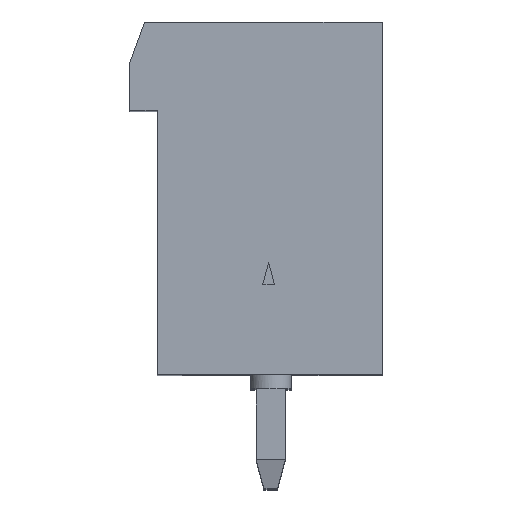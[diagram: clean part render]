
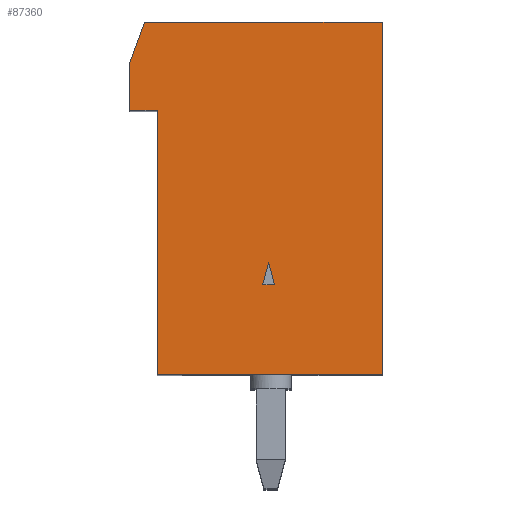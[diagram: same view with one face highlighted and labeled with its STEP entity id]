
A CAD part, top view. The second image highlights one B-rep face of the part: STEP entity #87360.
In plain terms, the highlighted planar face has unit normal (0, 0, 1).
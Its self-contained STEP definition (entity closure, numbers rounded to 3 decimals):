
#39740=CARTESIAN_POINT('',(0.,46.373,3.54));
#39750=DIRECTION('',(-1.,0.,0.));
#39760=VECTOR('',#39750,1.);
#39770=LINE('',#39740,#39760);
#39780=CARTESIAN_POINT('',(47.253,46.373,3.54));
#39790=VERTEX_POINT('',#39780);
#39800=CARTESIAN_POINT('',(45.627,46.373,3.54));
#39810=VERTEX_POINT('',#39800);
#39820=EDGE_CURVE('',#39790,#39810,#39770,.T.);
#40210=CARTESIAN_POINT('',(45.627,0.,3.54));
#40220=DIRECTION('',(0.,-1.,0.));
#40230=VECTOR('',#40220,1.);
#40240=LINE('',#40210,#40230);
#40250=CARTESIAN_POINT('',(45.627,45.443,3.54));
#40260=VERTEX_POINT('',#40250);
#40270=EDGE_CURVE('',#39810,#40260,#40240,.T.);
#41280=CARTESIAN_POINT('',(48.627,0.,3.54));
#41290=DIRECTION('',(0.,1.,0.));
#41300=VECTOR('',#41290,1.);
#41310=LINE('',#41280,#41300);
#41320=CARTESIAN_POINT('',(48.627,37.773,3.54));
#41330=VERTEX_POINT('',#41320);
#41340=CARTESIAN_POINT('',(48.627,45.873,3.54));
#41350=VERTEX_POINT('',#41340);
#41360=EDGE_CURVE('',#41330,#41350,#41310,.T.);
#43890=CARTESIAN_POINT('',(0.,63.571,3.54));
#43900=DIRECTION('',(-0.94,0.342,0.));
#43910=VECTOR('',#43900,1.);
#43920=LINE('',#43890,#43910);
#43930=EDGE_CURVE('',#41350,#39790,#43920,.T.);
#69070=CARTESIAN_POINT('',(36.627,37.773,3.54));
#69080=VERTEX_POINT('',#69070);
#69110=CARTESIAN_POINT('',(0.,37.773,3.54));
#69120=DIRECTION('',(1.,0.,0.));
#69130=VECTOR('',#69120,1.);
#69140=LINE('',#69110,#69130);
#69150=EDGE_CURVE('',#69080,#41330,#69140,.T.);
#85170=CARTESIAN_POINT('',(36.627,45.443,3.54));
#85180=VERTEX_POINT('',#85170);
#85210=CARTESIAN_POINT('',(36.627,0.,3.54));
#85220=DIRECTION('',(0.,-1.,0.));
#85230=VECTOR('',#85220,1.);
#85240=LINE('',#85210,#85230);
#85250=EDGE_CURVE('',#85180,#69080,#85240,.T.);
#86910=CARTESIAN_POINT('',(42.394,39.31,3.54));
#86920=DIRECTION('',(0.,0.,1.));
#86930=DIRECTION('',(1.,0.,0.));
#86940=AXIS2_PLACEMENT_3D('',#86910,#86920,#86930);
#86950=PLANE('',#86940);
#86960=ORIENTED_EDGE('',*,*,#40270,.T.);
#86970=ORIENTED_EDGE('',*,*,#39820,.T.);
#86980=ORIENTED_EDGE('',*,*,#43930,.T.);
#86990=ORIENTED_EDGE('',*,*,#41360,.T.);
#87000=ORIENTED_EDGE('',*,*,#69150,.T.);
#87010=ORIENTED_EDGE('',*,*,#85250,.T.);
#87020=CARTESIAN_POINT('',(0.,45.443,3.54));
#87030=DIRECTION('',(-1.,0.,0.));
#87040=VECTOR('',#87030,1.);
#87050=LINE('',#87020,#87040);
#87060=EDGE_CURVE('',#40260,#85180,#87050,.T.);
#87070=ORIENTED_EDGE('',*,*,#87060,.T.);
#87080=EDGE_LOOP('',(#87070,#87010,#87000,#86990,#86980,#86970,#86960));
#87090=FACE_OUTER_BOUND('',#87080,.T.);
#87100=CARTESIAN_POINT('',(0.,52.475,3.54));
#87110=DIRECTION('',(-0.966,0.259,0.));
#87120=VECTOR('',#87110,1.);
#87130=LINE('',#87100,#87120);
#87140=CARTESIAN_POINT('',(40.427,41.643,3.54));
#87150=VERTEX_POINT('',#87140);
#87160=CARTESIAN_POINT('',(39.677,41.844,3.54));
#87170=VERTEX_POINT('',#87160);
#87180=EDGE_CURVE('',#87150,#87170,#87130,.T.);
#87190=ORIENTED_EDGE('',*,*,#87180,.F.);
#87200=CARTESIAN_POINT('',(39.677,0.,3.54));
#87210=DIRECTION('',(0.,-1.,0.));
#87220=VECTOR('',#87210,1.);
#87230=LINE('',#87200,#87220);
#87240=CARTESIAN_POINT('',(39.677,41.442,3.54));
#87250=VERTEX_POINT('',#87240);
#87260=EDGE_CURVE('',#87170,#87250,#87230,.T.);
#87270=ORIENTED_EDGE('',*,*,#87260,.F.);
#87280=CARTESIAN_POINT('',(0.,30.81,3.54));
#87290=DIRECTION('',(0.966,0.259,0.));
#87300=VECTOR('',#87290,1.);
#87310=LINE('',#87280,#87300);
#87320=EDGE_CURVE('',#87250,#87150,#87310,.T.);
#87330=ORIENTED_EDGE('',*,*,#87320,.F.);
#87340=EDGE_LOOP('',(#87330,#87270,#87190));
#87350=FACE_BOUND('',#87340,.T.);
#87360=ADVANCED_FACE('',(#87090,#87350),#86950,.T.);
